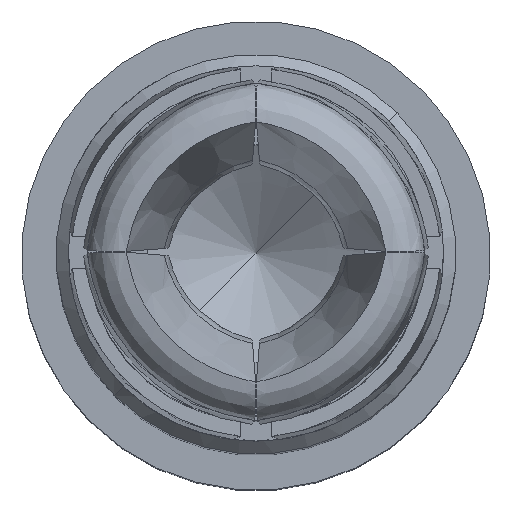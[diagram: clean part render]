
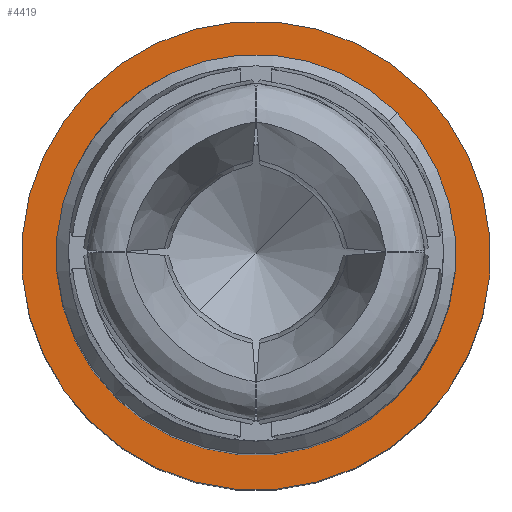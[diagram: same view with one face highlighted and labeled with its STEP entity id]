
A CAD part, top view. The second image highlights one B-rep face of the part: STEP entity #4419.
In plain terms, the highlighted planar face has unit normal (0, 0, 1).
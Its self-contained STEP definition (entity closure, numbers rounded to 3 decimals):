
#1093=CARTESIAN_POINT('',(0.,0.,-6.05));
#1094=DIRECTION('',(0.,0.,-1.));
#1095=DIRECTION('',(0.707,0.707,0.));
#1096=AXIS2_PLACEMENT_3D('',#1093,#1094,#1095);
#1107=CARTESIAN_POINT('',(0.,0.,-6.05));
#1108=DIRECTION('',(0.,0.,1.));
#1109=DIRECTION('',(0.707,0.707,0.));
#1110=AXIS2_PLACEMENT_3D('',#1107,#1108,#1109);
#1170=CARTESIAN_POINT('',(0.,0.,-6.05));
#1171=DIRECTION('',(0.,0.,-1.));
#1172=DIRECTION('',(0.707,0.707,0.));
#1173=AXIS2_PLACEMENT_3D('',#1170,#1171,#1172);
#1175=CARTESIAN_POINT('',(0.,0.,-6.05));
#1176=DIRECTION('',(0.,0.,1.));
#1177=DIRECTION('',(0.707,0.707,0.));
#1178=AXIS2_PLACEMENT_3D('',#1175,#1176,#1177);
#2510=CARTESIAN_POINT('',(0.884,0.884,-6.05));
#2512=VERTEX_POINT('',#2510);
#2514=CARTESIAN_POINT('',(-0.884,-0.884,-6.05));
#2516=VERTEX_POINT('',#2514);
#2517=CARTESIAN_POINT('',(0.753,0.753,-6.05));
#2518=CARTESIAN_POINT('',(-0.753,-0.753,-6.05));
#2519=VERTEX_POINT('',#2517);
#2520=VERTEX_POINT('',#2518);
#4404=CARTESIAN_POINT('',(0.,0.,-6.05));
#4405=DIRECTION('',(0.,0.,-1.));
#4406=DIRECTION('',(-0.707,-0.707,0.));
#4407=AXIS2_PLACEMENT_3D('',#4404,#4405,#4406);
#4408=PLANE('',#4407);
#4410=ORIENTED_EDGE('',*,*,#4409,.T.);
#4412=ORIENTED_EDGE('',*,*,#4411,.F.);
#4413=EDGE_LOOP('',(#4410,#4412));
#4414=FACE_OUTER_BOUND('',#4413,.F.);
#4415=ORIENTED_EDGE('',*,*,#4392,.T.);
#4416=ORIENTED_EDGE('',*,*,#4378,.F.);
#4417=EDGE_LOOP('',(#4415,#4416));
#4418=FACE_BOUND('',#4417,.F.);
#1097=CIRCLE('',#1096,1.065);
#1111=CIRCLE('',#1110,1.065);
#1174=CIRCLE('',#1173,1.25);
#1179=CIRCLE('',#1178,1.25);
#4378=EDGE_CURVE('',#2519,#2520,#1097,.T.);
#4392=EDGE_CURVE('',#2519,#2520,#1111,.T.);
#4409=EDGE_CURVE('',#2512,#2516,#1174,.T.);
#4411=EDGE_CURVE('',#2512,#2516,#1179,.T.);
#4419=ADVANCED_FACE('',(#4414,#4418),#4408,.F.);
